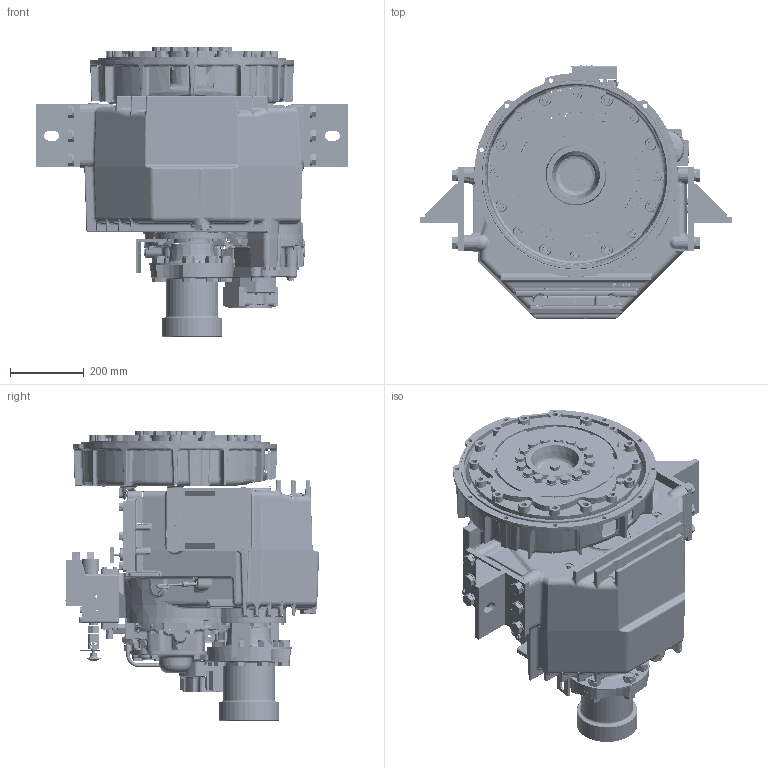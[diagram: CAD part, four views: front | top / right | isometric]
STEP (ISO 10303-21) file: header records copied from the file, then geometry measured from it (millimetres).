
FILE_DESCRIPTION (( 'STEP AP214' ), '1' );
FILE_NAME ('1027608H.STEP', '2018-10-29T17:02:45', ( '' ), ( '' ), 'SwSTEP 2.0', 'SolidWorks 2015', '' );
FILE_SCHEMA (( 'AUTOMOTIVE_DESIGN' ));
Length unit declared in the file: millimetre
Products named in the file (1): 1027608H
Bounding box: 844.95 x 689.74 x 784.83 mm (x, y, z)
Surface area: 4330879.2 mm2 (no closed solid volume)
Topology: 0 solids, 408 shells, 4592 faces, 18155 edges, 13257 vertices
Faces by surface type: plane 1789, cylinder 1073, bspline 744, cone 444, torus 411, sphere 131
Full cylindrical faces by diameter (mm): 2.54 x5, 4.826 x2, 5.131 x1, 6.35 x3, 7 x75, 7.705 x1, 7.708 x1, 7.709 x1, 7.88 x1, 8 x1, 9.335 x4, 9.538 x1, 10 x9, 11 x4, 11.906 x12, 12 x4, 12.046 x2, 12.5 x2, 12.954 x1, 13 x4, 13.8 x2, 14.732 x1, 15.316 x2, 15.875 x4, 16 x3, 16.256 x1, 16.776 x1, 16.8 x3, 17.488 x1, 17.5 x3
Entity records: 293723 total; most frequent: CARTESIAN_POINT 105763, DIRECTION 26481, ORIENTED_EDGE 25690, EDGE_CURVE 17553, VERTEX_POINT 13148, AXIS2_PLACEMENT_3D 10000, LINE 6481, VECTOR 6481
